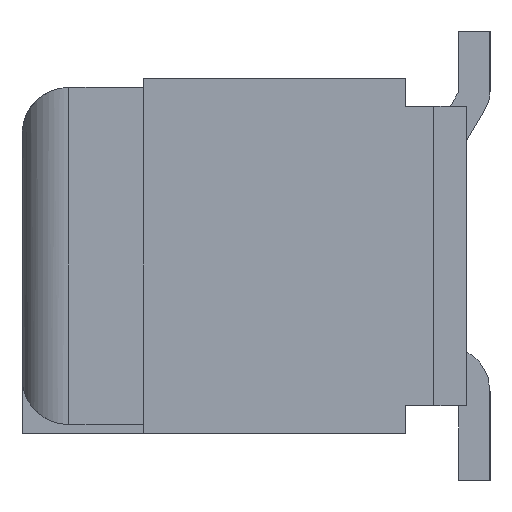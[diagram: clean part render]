
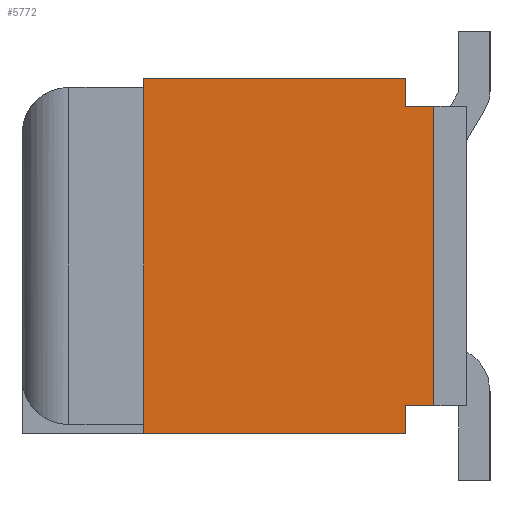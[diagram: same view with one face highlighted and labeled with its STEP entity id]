
A CAD part, left-side view. The second image highlights one B-rep face of the part: STEP entity #5772.
In plain terms, the highlighted planar face has unit normal (-1, 0, 0).
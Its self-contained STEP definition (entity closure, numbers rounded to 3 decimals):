
#3406=EDGE_CURVE('',#4454,#8686,#10050,.T.);
#3742=EDGE_CURVE('',#8016,#6276,#10408,.T.);
#3848=VERTEX_POINT('',#10522);
#4184=VERTEX_POINT('',#10888);
#4242=EDGE_CURVE('',#3848,#8286,#10953,.T.);
#4454=VERTEX_POINT('',#11181);
#4460=VERTEX_POINT('',#11187);
#5224=EDGE_CURVE('',#4184,#8686,#12016,.T.);
#5288=EDGE_CURVE('',#9766,#7892,#12083,.T.);
#5772=ADVANCED_FACE('',(#12615),#12616,.F.);
#6036=EDGE_CURVE('',#8016,#4460,#12924,.T.);
#6276=VERTEX_POINT('',#13184);
#6470=EDGE_CURVE('',#4460,#9766,#13387,.T.);
#7248=EDGE_CURVE('',#8286,#6276,#14240,.T.);
#7892=VERTEX_POINT('',#14940);
#8016=VERTEX_POINT('',#15077);
#8286=VERTEX_POINT('',#15370);
#8320=EDGE_CURVE('',#4454,#3848,#15406,.T.);
#8686=VERTEX_POINT('',#15795);
#9766=VERTEX_POINT('',#16971);
#9824=EDGE_CURVE('',#7892,#4184,#17029,.T.);
#10050=LINE('',#17294,#17295);
#10408=LINE('',#17836,#17837);
#10522=CARTESIAN_POINT('',(-9.0,3.7,1.8));
#10888=CARTESIAN_POINT('',(-9.0,0.9,1.6));
#10953=LINE('',#18623,#18624);
#11181=CARTESIAN_POINT('',(-9.0,3.7,1.9));
#11187=CARTESIAN_POINT('',(-9.0,0.9,-1.6));
#12016=LINE('',#20180,#20181);
#12083=LINE('',#20289,#20290);
#12615=FACE_OUTER_BOUND('',#21037,.T.);
#12616=PLANE('',#21038);
#12924=LINE('',#21465,#21466);
#13184=CARTESIAN_POINT('',(-9.0,3.7,-1.9));
#13387=LINE('',#22134,#22135);
#14240=LINE('',#23370,#23371);
#14940=CARTESIAN_POINT('',(-9.0,0.6,1.6));
#15077=CARTESIAN_POINT('',(-9.0,0.9,-1.9));
#15370=CARTESIAN_POINT('',(-9.0,3.7,-1.8));
#15406=LINE('',#25083,#25084);
#15795=CARTESIAN_POINT('',(-9.0,0.9,1.9));
#16971=CARTESIAN_POINT('',(-9.0,0.6,-1.6));
#17029=LINE('',#27485,#27486);
#17294=CARTESIAN_POINT('',(-9.0,1.975,1.9));
#17295=VECTOR('',#27757,1.0);
#17836=CARTESIAN_POINT('',(-9.0,1.975,-1.9));
#17837=VECTOR('',#28029,1.0);
#18623=CARTESIAN_POINT('',(-9.0,3.7,0.0));
#18624=VECTOR('',#28534,1.0);
#20180=CARTESIAN_POINT('',(-9.0,0.9,0.875));
#20181=VECTOR('',#29532,1.0);
#20289=CARTESIAN_POINT('',(-9.0,0.6,0.0));
#20290=VECTOR('',#29582,1.0);
#21037=EDGE_LOOP('',(#30211,#30212,#30213,#30214,#30215,#30216,#30217,#30218,#30219,#30220));
#21038=AXIS2_PLACEMENT_3D('',#30221,#30222,#30223);
#21465=CARTESIAN_POINT('',(-9.0,0.9,-0.875));
#21466=VECTOR('',#30637,1.0);
#22134=CARTESIAN_POINT('',(-9.0,1.213,-1.6));
#22135=VECTOR('',#30996,1.0);
#23370=CARTESIAN_POINT('',(-9.0,3.7,0.0));
#23371=VECTOR('',#31949,1.0);
#25083=CARTESIAN_POINT('',(-9.0,3.7,0.0));
#25084=VECTOR('',#33158,1.0);
#27485=CARTESIAN_POINT('',(-9.0,1.213,1.6));
#27486=VECTOR('',#34738,1.0);
#27757=DIRECTION('',(0.0,-1.0,0.0));
#28029=DIRECTION('',(0.0,1.0,0.0));
#28534=DIRECTION('',(0.0,0.0,-1.0));
#29532=DIRECTION('',(-0.0,0.0,1.0));
#29582=DIRECTION('',(-0.0,0.0,1.0));
#30211=ORIENTED_EDGE('',*,*,#6470,.T.);
#30212=ORIENTED_EDGE('',*,*,#5288,.T.);
#30213=ORIENTED_EDGE('',*,*,#9824,.T.);
#30214=ORIENTED_EDGE('',*,*,#5224,.T.);
#30215=ORIENTED_EDGE('',*,*,#3406,.F.);
#30216=ORIENTED_EDGE('',*,*,#8320,.T.);
#30217=ORIENTED_EDGE('',*,*,#4242,.T.);
#30218=ORIENTED_EDGE('',*,*,#7248,.T.);
#30219=ORIENTED_EDGE('',*,*,#3742,.F.);
#30220=ORIENTED_EDGE('',*,*,#6036,.T.);
#30221=CARTESIAN_POINT('',(-9.0,1.975,0.0));
#30222=DIRECTION('',(1.0,0.0,0.0));
#30223=DIRECTION('',(0.0,0.0,-1.0));
#30637=DIRECTION('',(-0.0,0.0,1.0));
#30996=DIRECTION('',(0.0,-1.0,0.0));
#31949=DIRECTION('',(0.0,0.0,-1.0));
#33158=DIRECTION('',(0.0,0.0,-1.0));
#34738=DIRECTION('',(0.0,1.0,0.0));
